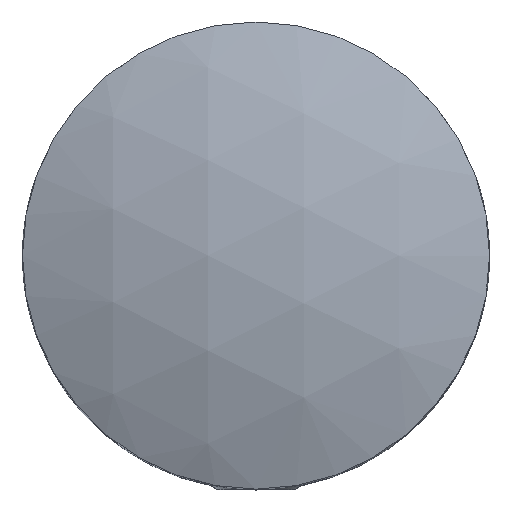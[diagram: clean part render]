
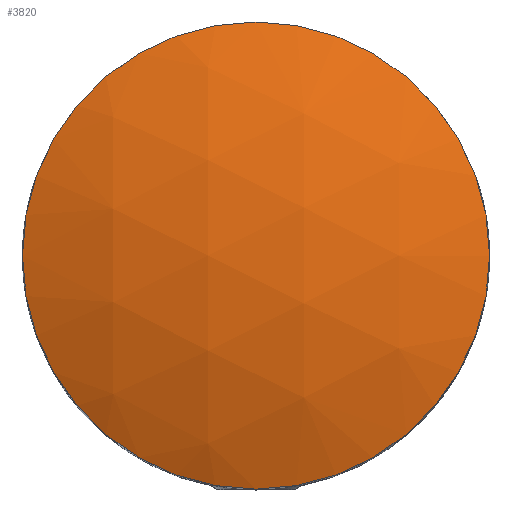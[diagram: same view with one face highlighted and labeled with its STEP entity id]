
A CAD part, top view. The second image highlights one B-rep face of the part: STEP entity #3820.
In plain terms, the highlighted spherical face has radius 28 mm.
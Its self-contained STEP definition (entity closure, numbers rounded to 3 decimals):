
#818 = CIRCLE ( 'NONE', #14492, 11. ) ;
#848 = EDGE_CURVE ( 'NONE', #3650, #3650, #818, .T. ) ;
#1986 = EDGE_LOOP ( 'NONE', ( #15665 ) ) ;
#2476 = AXIS2_PLACEMENT_3D ( 'NONE', #16139, #3800, #8106 ) ;
#2912 = FACE_OUTER_BOUND ( 'NONE', #1986, .T. ) ;
#3650 = VERTEX_POINT ( 'NONE', #7486 ) ;
#3779 = SPHERICAL_SURFACE ( 'NONE', #2476, 28. ) ;
#3800 = DIRECTION ( 'NONE',  ( -1., 0., 0. ) ) ;
#3820 = ADVANCED_FACE ( 'NONE', ( #2912 ), #3779, .T. ) ;
#7486 = CARTESIAN_POINT ( 'NONE',  ( 0., -11., 10.749 ) ) ;
#8106 = DIRECTION ( 'NONE',  ( 0., 1., 0. ) ) ;
#10015 = DIRECTION ( 'NONE',  ( 0., -1., 0. ) ) ;
#14034 = CARTESIAN_POINT ( 'NONE',  ( 0., 0., 10.749 ) ) ;
#14492 = AXIS2_PLACEMENT_3D ( 'NONE', #14034, #15389, #10015 ) ;
#15389 = DIRECTION ( 'NONE',  ( 0., 0., 1. ) ) ;
#15665 = ORIENTED_EDGE ( 'NONE', *, *, #848, .T. ) ;
#16139 = CARTESIAN_POINT ( 'NONE',  ( 0., 0., -15. ) ) ;
